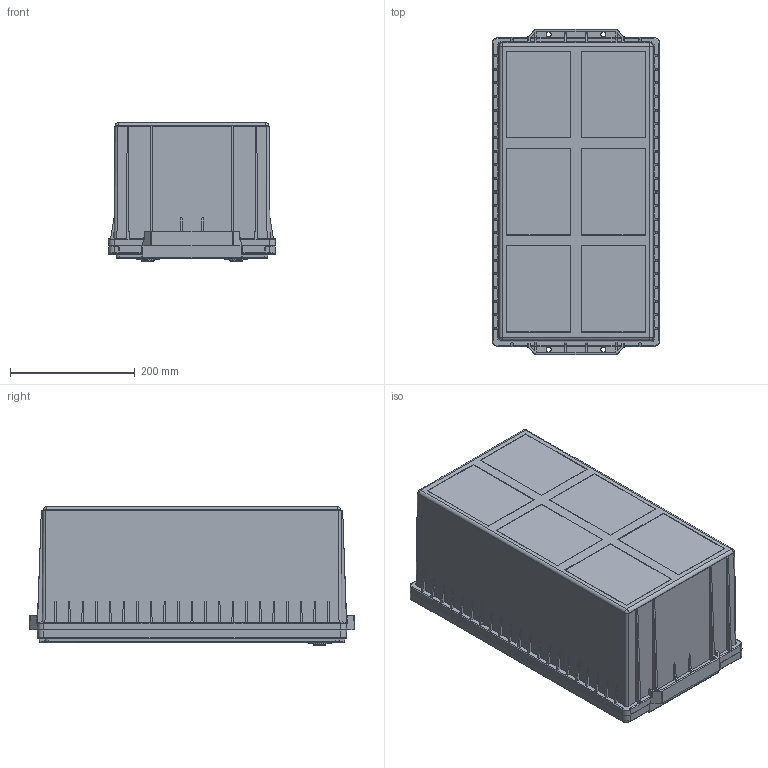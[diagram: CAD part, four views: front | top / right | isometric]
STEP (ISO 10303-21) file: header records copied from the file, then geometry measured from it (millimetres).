
FILE_DESCRIPTION(/* description */ (''),/* implementation_level */ '2;1');
FILE_NAME(/* name */ '12V250AH螺丝款_stp.prt.stp',/* time_stamp */ '2023-11-08T21:28:48+08:00',/* author */ (''),/* organization */ (''),/* preprocessor_version */ 'ST-DEVELOPER v16',/* originating_system */ 'SIEMENS PLM Software NX 10.0',/* authorisation */ '');
FILE_SCHEMA (('CONFIG_CONTROL_DESIGN'));
Products named in the file (3): DJK01_2477; ZH01_1478; 12V250AH螺丝款_stp
Assembly tree (4 placements, depth 2):
  12V250AH螺丝款_stp
    ZH01_1478  x2
    DJK01_2477  x2
Bounding box: 268 x 521.93 x 222.2 mm (x, y, z)
Volume: 2385714.1 mm3; surface area: 1275227 mm2
Topology: 6 solids, 6 shells, 1967 faces, 5213 edges, 3255 vertices
Faces by surface type: plane 892, cylinder 534, bspline 275, cone 138, torus 70, sphere 48, revolution 10
Full cylindrical faces by diameter (mm): 16 x2
Entity records: 70385 total; most frequent: CARTESIAN_POINT 25944, ORIENTED_EDGE 9796, DIRECTION 8433, EDGE_CURVE 4898, VERTEX_POINT 3092, AXIS2_PLACEMENT_3D 2894, LINE 2635, VECTOR 2635
